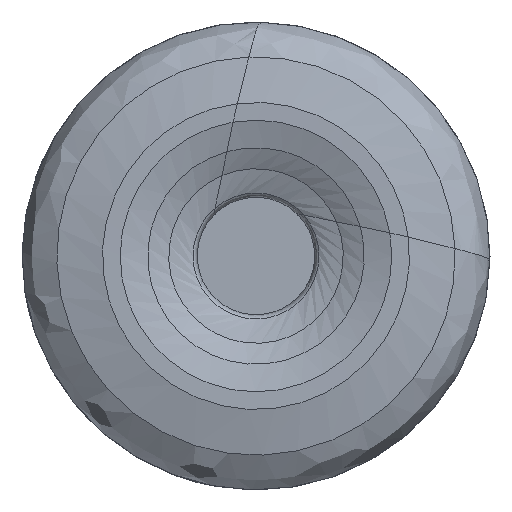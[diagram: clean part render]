
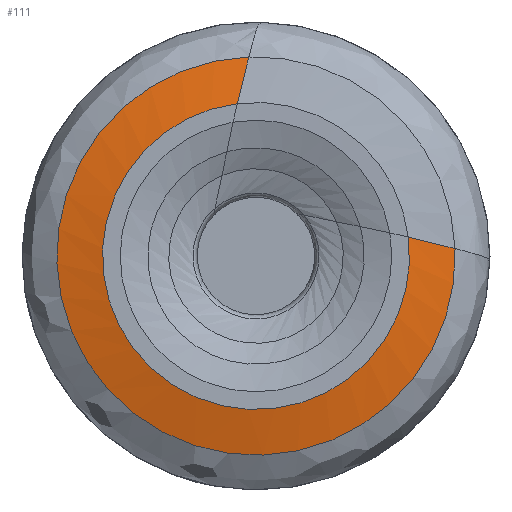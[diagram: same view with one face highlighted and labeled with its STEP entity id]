
A CAD part, left-side view. The second image highlights one B-rep face of the part: STEP entity #111.
In plain terms, the highlighted free-form (B-spline) face has degree [1, 3] with [2, 7] control points.
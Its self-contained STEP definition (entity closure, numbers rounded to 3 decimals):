
#111=ADVANCED_FACE('',(#204),#164,.F.);
#164=(
BOUNDED_SURFACE()
B_SPLINE_SURFACE(1,3,((#1266,#1267,#1268,#1269,#1270,#1271,#1272),(#1273,
#1274,#1275,#1276,#1277,#1278,#1279)),.UNSPECIFIED.,.F.,.F.,.F.)
B_SPLINE_SURFACE_WITH_KNOTS((2,2),(4,3,4),(0.,1.),(0.,0.5,1.),
 .UNSPECIFIED.)
GEOMETRIC_REPRESENTATION_ITEM()
RATIONAL_B_SPLINE_SURFACE(((1.,0.588,0.588,1.,0.588,
0.588,1.),(1.,0.588,0.588,1.,0.588,
0.588,1.)))
REPRESENTATION_ITEM('')
SURFACE()
);
#204=FACE_OUTER_BOUND('',#246,.T.);
#246=EDGE_LOOP('',(#398,#399,#400,#401));
#311=CIRCLE('',#754,3.281);
#312=CIRCLE('',#755,4.257);
#398=ORIENTED_EDGE('',*,*,#622,.F.);
#399=ORIENTED_EDGE('',*,*,#623,.F.);
#400=ORIENTED_EDGE('',*,*,#619,.T.);
#401=ORIENTED_EDGE('',*,*,#624,.F.);
#556=VERTEX_POINT('',#1243);
#557=VERTEX_POINT('',#1244);
#558=VERTEX_POINT('',#1262);
#559=VERTEX_POINT('',#1263);
#619=EDGE_CURVE('',#556,#557,#311,.T.);
#622=EDGE_CURVE('',#558,#559,#312,.T.);
#623=EDGE_CURVE('',#556,#558,#694,.T.);
#624=EDGE_CURVE('',#559,#557,#695,.T.);
#694=LINE('',#1264,#722);
#695=LINE('',#1265,#723);
#722=VECTOR('',#872,1.);
#723=VECTOR('',#873,1.);
#754=AXIS2_PLACEMENT_3D('',#1242,#866,#867);
#755=AXIS2_PLACEMENT_3D('',#1261,#870,#871);
#866=DIRECTION('',(1.,0.,0.));
#867=DIRECTION('',(0.,-0.992,0.123));
#870=DIRECTION('',(1.,0.,0.));
#871=DIRECTION('',(0.,-0.999,0.037));
#872=DIRECTION('',(0.199,-0.952,-0.234));
#873=DIRECTION('',(-0.199,0.236,-0.951));
#1242=CARTESIAN_POINT('',(0.,0.,0.));
#1243=CARTESIAN_POINT('',(0.,-3.256,0.403));
#1244=CARTESIAN_POINT('',(0.,0.398,3.256));
#1261=CARTESIAN_POINT('',(0.209,0.,0.));
#1262=CARTESIAN_POINT('',(0.209,-4.254,0.158));
#1263=CARTESIAN_POINT('',(0.209,0.151,4.254));
#1264=CARTESIAN_POINT('',(0.,-3.256,0.403));
#1265=CARTESIAN_POINT('',(0.,0.398,3.256));
#1266=CARTESIAN_POINT('',(0.,-3.256,0.403));
#1267=CARTESIAN_POINT('',(0.,-3.678,-3.006));
#1268=CARTESIAN_POINT('',(0.,-0.689,-4.7));
#1269=CARTESIAN_POINT('',(0.,2.019,-2.586));
#1270=CARTESIAN_POINT('',(0.,4.727,-0.471));
#1271=CARTESIAN_POINT('',(0.,3.808,2.84));
#1272=CARTESIAN_POINT('',(0.,0.398,3.256));
#1273=CARTESIAN_POINT('',(0.209,-4.254,0.158));
#1274=CARTESIAN_POINT('',(0.209,-4.419,-4.297));
#1275=CARTESIAN_POINT('',(0.209,-0.366,-6.153));
#1276=CARTESIAN_POINT('',(0.209,2.899,-3.117));
#1277=CARTESIAN_POINT('',(0.209,6.164,-0.081));
#1278=CARTESIAN_POINT('',(0.209,4.606,4.096));
#1279=CARTESIAN_POINT('',(0.209,0.151,4.254));
